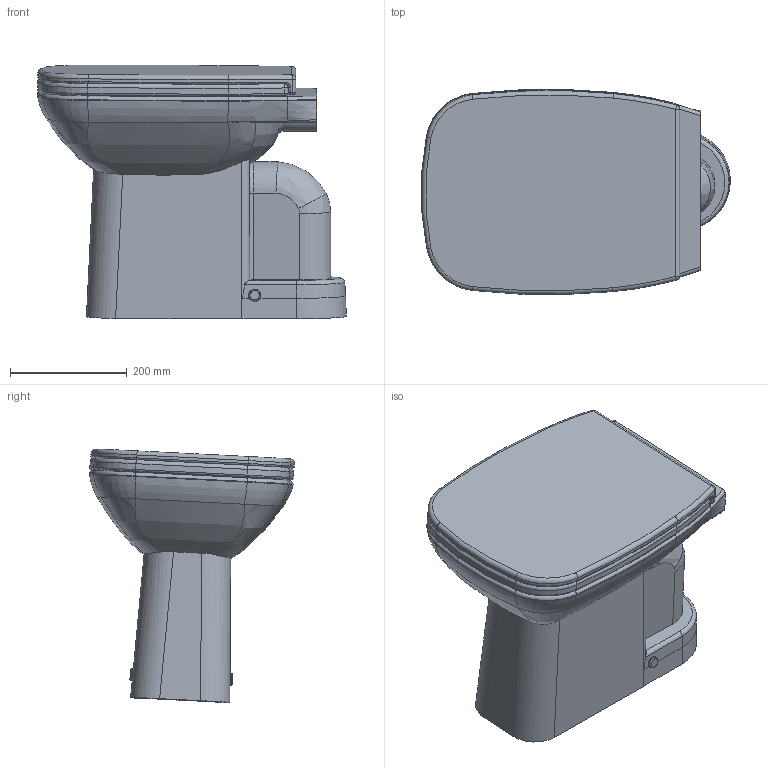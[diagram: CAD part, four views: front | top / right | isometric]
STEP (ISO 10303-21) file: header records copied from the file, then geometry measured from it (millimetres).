
FILE_DESCRIPTION((''),'2;1');
FILE_NAME('211001.stp','2007-11-24T15:59:11',('Huebner'),(''),'Autodesk Inventor 11','Autodesk Inventor 11','');
FILE_SCHEMA(('AUTOMOTIVE_DESIGN { 1 0 10303 214 1 1 1 1 }'));
Length unit declared in the file: millimetre
Products named in the file (5): 211001; 211001.Vipt; Deckel_oben_klein; Deckel_unten_klein; Stopfen_unten
Assembly tree (5 placements, depth 2):
  211001
    211001.Vipt
    Deckel_oben_klein
    Deckel_unten_klein
    Stopfen_unten  x2
Bounding box: 529.42 x 351.35 x 434.95 mm (x, y, z)
Volume: 21923950.2 mm3; surface area: 1416355.2 mm2
Topology: 6 solids, 8 shells, 278 faces, 670 edges, 409 vertices
Faces by surface type: cylinder 78, bspline 71, torus 64, plane 58, sphere 6, cone 1
Full cylindrical faces by diameter (mm): 12 x2, 15 x5, 20 x2, 21 x4, 41 x1, 55 x1, 86.164 x1, 102 x2
Entity records: 15166 total; most frequent: CARTESIAN_POINT 9182, ORIENTED_EDGE 1262, DIRECTION 1145, EDGE_CURVE 631, AXIS2_PLACEMENT_3D 505, VERTEX_POINT 400, EDGE_LOOP 306, CIRCLE 275
